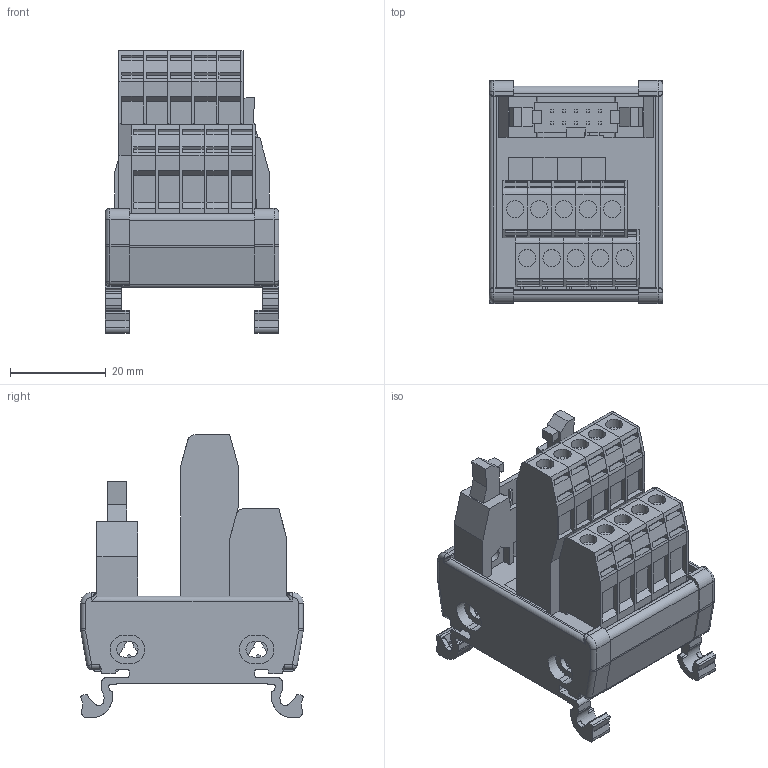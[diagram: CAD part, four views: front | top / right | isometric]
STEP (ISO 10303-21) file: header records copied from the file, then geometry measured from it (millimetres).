
FILE_DESCRIPTION(/* description */ (''),/* implementation_level */ '2;1');
FILE_NAME(/* name */ '15272.2_FBK10C.rev2.step',/* time_stamp */ '2022-08-19T11:46:31+02:00',/* author */ (''),/* organization */ (''),/* preprocessor_version */ 'ST-DEVELOPER v19',/* originating_system */ 'Autodesk Translation Framework v11.7.0.108',/* authorisation */ '');
FILE_SCHEMA (('AUTOMOTIVE_DESIGN { 1 0 10303 214 3 1 1 }'));
Length unit declared in the file: millimetre
Products named in the file (28): Untitled; AP0-TS_1; AP0-TS_3133.3.sat; RS-SP0; 5675.3_RS-SP0_Klemmprofil_FBK10c v0.sat; PCB; uid__9223372036854777843; Submodel-PK_semi_PKD_slash_1_part_TER_slash_PKDLG508_slash_1_slash_S; Submodel-/ccnl-dcCCNOntwikkeling openstaande ontwerpenErikbk10cbk10c.
rev2_PCB3DImportedPartModels87721.4_PKDL 2_comma_5_1_5_comma_08 GR+AP 
GELAST v2.stp; 87721.4_PKDL 2,5_1_5,08 GR+AP GELAST v2.xtd; Submodel-J_semi_FCC_slash_10_part_CON_slash_FC_slash_10; Submodel-/ccnl-dcCCNOntwikkeling openstaande ontwerpenErikbk10cbk10c.
rev2_PCB3DImportedPartModelsCC10.STP; FCC10.xtd; Submodel-PK_semi_PZK3000_777556517_part_TER_slash_PZK3000; Submodel-PK_semi_PZK3000_777556517_part_TER_slash_PZK3000_slash_1S; Submodel-noModelForPart_PK_semi_PZK3000_777556517; placementOutline; placementOutline (1); placementOutline (2); Submodel-MTHOLE_3961434959_part_MTHOLE1AA; Submodel-noModelForPart_MTHOLE_3961434959; placementOutline (3); Submodel-MTHOLE_3420613291_part_MTHOLE1AAA; Submodel-noModelForPart_MTHOLE_3420613291; placementOutline (4); Submodel-PK_semi_PKD_slash_1_part_TER_slash_PKDLG508_slash_1; Submodel-/ccnl-dcCCNOntwikkeling openstaande ontwerpenErikbk10cbk10c.
rev2_PCB3DImportedPartModels5301.1_PKDL 2_comma_5_1_5_comma_08 GROEN v
2.stp; 5301.1_PKDL 2,5_1_5,08 GROEN v2.xtd
Assembly tree (43 placements, depth 5):
  Untitled
    AP0-TS_1  x2
      AP0-TS_3133.3.sat
    RS-SP0
      5675.3_RS-SP0_Klemmprofil_FBK10c v0.sat
    PCB
      uid__9223372036854777843
      Submodel-PK_semi_PKD_slash_1_part_TER_slash_PKDLG508_slash_1_slash_S
        Submodel-/ccnl-dcCCNOntwikkeling openstaande ontwerpenErikbk10cbk10c.
rev2_PCB3DImportedPartModels87721.4_PKDL 2_comma_5_1_5_comma_08 GR+AP 
GELAST v2.stp
          87721.4_PKDL 2,5_1_5,08 GR+AP GELAST v2.xtd
      Submodel-J_semi_FCC_slash_10_part_CON_slash_FC_slash_10
        Submodel-/ccnl-dcCCNOntwikkeling openstaande ontwerpenErikbk10cbk10c.
rev2_PCB3DImportedPartModelsCC10.STP
          FCC10.xtd
      Submodel-PK_semi_PZK3000_777556517_part_TER_slash_PZK3000  x6
        Submodel-noModelForPart_PK_semi_PZK3000_777556517
          placementOutline
          placementOutline (1)
          placementOutline (2)
      Submodel-PK_semi_PZK3000_777556517_part_TER_slash_PZK3000_slash_1S  x2
        Submodel-noModelForPart_PK_semi_PZK3000_777556517
          placementOutline
          placementOutline (1)
          placementOutline (2)
      Submodel-MTHOLE_3961434959_part_MTHOLE1AA  x2
        Submodel-noModelForPart_MTHOLE_3961434959
          placementOutline (3)
      Submodel-MTHOLE_3420613291_part_MTHOLE1AAA  x5
        Submodel-noModelForPart_MTHOLE_3420613291
          placementOutline (4)
      Submodel-PK_semi_PKD_slash_1_part_TER_slash_PKDLG508_slash_1  x4
        Submodel-/ccnl-dcCCNOntwikkeling openstaande ontwerpenErikbk10cbk10c.
rev2_PCB3DImportedPartModels5301.1_PKDL 2_comma_5_1_5_comma_08 GROEN v
2.stp
          5301.1_PKDL 2,5_1_5,08 GROEN v2.xtd
Bounding box: 36.27 x 46.6 x 59.09 mm (x, y, z)
Volume: 29030 mm3; surface area: 33747.1 mm2
Topology: 58 solids, 58 shells, 1724 faces, 4607 edges, 3036 vertices
Faces by surface type: plane 1249, cylinder 443, bspline 12, torus 12, cone 4, sphere 4
Full cylindrical faces by diameter (mm): 2.6 x4, 3.6 x10
Entity records: 30940 total; most frequent: CARTESIAN_POINT 5458, ORIENTED_EDGE 5202, DIRECTION 5191, EDGE_CURVE 2601, LINE 2037, VECTOR 2037, VERTEX_POINT 1718, AXIS2_PLACEMENT_3D 1577
